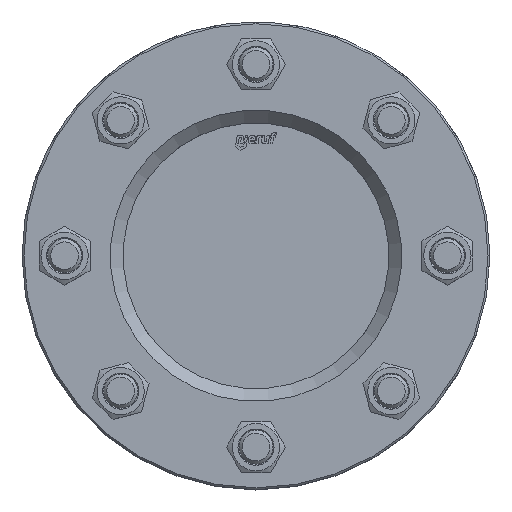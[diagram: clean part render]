
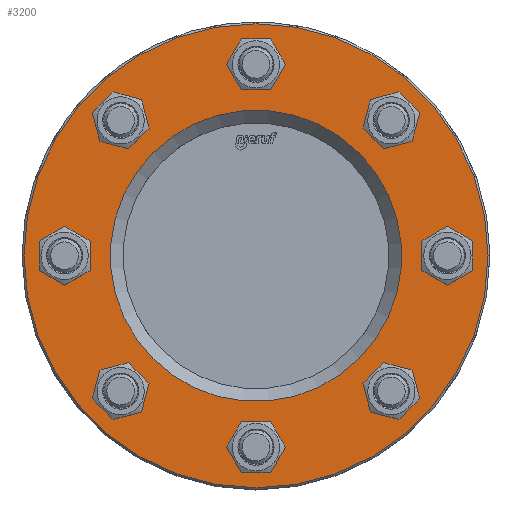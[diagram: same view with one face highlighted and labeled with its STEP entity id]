
A CAD part, top view. The second image highlights one B-rep face of the part: STEP entity #3200.
In plain terms, the highlighted planar face has unit normal (0, 0, 1).
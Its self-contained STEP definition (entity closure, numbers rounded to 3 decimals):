
#2530=CARTESIAN_POINT('',(70.004,57.276,39.));
#2531=VERTEX_POINT('',#2530);
#2540=CARTESIAN_POINT('',(57.276,70.004,39.));
#2541=VERTEX_POINT('',#2540);
#2542=CARTESIAN_POINT('',(63.64,63.64,39.));
#2543=DIRECTION('',(0.,0.,1.));
#2544=DIRECTION('',(0.707,-0.707,0.));
#2545=AXIS2_PLACEMENT_3D('',#2542,#2543,#2544);
#2546=CIRCLE('',#2545,9.);
#2547=EDGE_CURVE('NONE',#2531,#2541,#2546,.T.);
#2549=CARTESIAN_POINT('',(63.64,63.64,39.));
#2550=DIRECTION('',(0.,0.,1.));
#2551=DIRECTION('',(0.707,-0.707,0.));
#2552=AXIS2_PLACEMENT_3D('',#2549,#2550,#2551);
#2553=CIRCLE('',#2552,9.);
#2554=EDGE_CURVE('NONE',#2541,#2531,#2553,.T.);
#2581=CARTESIAN_POINT('',(96.364,-6.364,39.));
#2582=VERTEX_POINT('',#2581);
#2591=CARTESIAN_POINT('',(83.636,6.364,39.));
#2592=VERTEX_POINT('',#2591);
#2593=CARTESIAN_POINT('',(90.,-0.,39.));
#2594=DIRECTION('',(0.,0.,1.));
#2595=DIRECTION('',(0.707,-0.707,0.));
#2596=AXIS2_PLACEMENT_3D('',#2593,#2594,#2595);
#2597=CIRCLE('',#2596,9.);
#2598=EDGE_CURVE('NONE',#2582,#2592,#2597,.T.);
#2600=CARTESIAN_POINT('',(90.,-0.,39.));
#2601=DIRECTION('',(0.,0.,1.));
#2602=DIRECTION('',(0.707,-0.707,0.));
#2603=AXIS2_PLACEMENT_3D('',#2600,#2601,#2602);
#2604=CIRCLE('',#2603,9.);
#2605=EDGE_CURVE('NONE',#2592,#2582,#2604,.T.);
#2632=CARTESIAN_POINT('',(70.004,-70.004,39.));
#2633=VERTEX_POINT('',#2632);
#2642=CARTESIAN_POINT('',(57.276,-57.276,39.));
#2643=VERTEX_POINT('',#2642);
#2644=CARTESIAN_POINT('',(63.64,-63.64,39.));
#2645=DIRECTION('',(0.,0.,1.));
#2646=DIRECTION('',(0.707,-0.707,0.));
#2647=AXIS2_PLACEMENT_3D('',#2644,#2645,#2646);
#2648=CIRCLE('',#2647,9.);
#2649=EDGE_CURVE('NONE',#2633,#2643,#2648,.T.);
#2651=CARTESIAN_POINT('',(63.64,-63.64,39.));
#2652=DIRECTION('',(0.,0.,1.));
#2653=DIRECTION('',(0.707,-0.707,0.));
#2654=AXIS2_PLACEMENT_3D('',#2651,#2652,#2653);
#2655=CIRCLE('',#2654,9.);
#2656=EDGE_CURVE('NONE',#2643,#2633,#2655,.T.);
#2683=CARTESIAN_POINT('',(6.364,-96.364,39.));
#2684=VERTEX_POINT('',#2683);
#2693=CARTESIAN_POINT('',(-6.364,-83.636,39.));
#2694=VERTEX_POINT('',#2693);
#2695=CARTESIAN_POINT('',(0.,-90.,39.));
#2696=DIRECTION('',(0.,0.,1.));
#2697=DIRECTION('',(0.707,-0.707,0.));
#2698=AXIS2_PLACEMENT_3D('',#2695,#2696,#2697);
#2699=CIRCLE('',#2698,9.);
#2700=EDGE_CURVE('NONE',#2684,#2694,#2699,.T.);
#2702=CARTESIAN_POINT('',(0.,-90.,39.));
#2703=DIRECTION('',(0.,0.,1.));
#2704=DIRECTION('',(0.707,-0.707,0.));
#2705=AXIS2_PLACEMENT_3D('',#2702,#2703,#2704);
#2706=CIRCLE('',#2705,9.);
#2707=EDGE_CURVE('NONE',#2694,#2684,#2706,.T.);
#2734=CARTESIAN_POINT('',(-57.276,-70.004,39.));
#2735=VERTEX_POINT('',#2734);
#2744=CARTESIAN_POINT('',(-70.004,-57.276,39.));
#2745=VERTEX_POINT('',#2744);
#2746=CARTESIAN_POINT('',(-63.64,-63.64,39.));
#2747=DIRECTION('',(0.,0.,1.));
#2748=DIRECTION('',(0.707,-0.707,0.));
#2749=AXIS2_PLACEMENT_3D('',#2746,#2747,#2748);
#2750=CIRCLE('',#2749,9.);
#2751=EDGE_CURVE('NONE',#2735,#2745,#2750,.T.);
#2753=CARTESIAN_POINT('',(-63.64,-63.64,39.));
#2754=DIRECTION('',(0.,0.,1.));
#2755=DIRECTION('',(0.707,-0.707,0.));
#2756=AXIS2_PLACEMENT_3D('',#2753,#2754,#2755);
#2757=CIRCLE('',#2756,9.);
#2758=EDGE_CURVE('NONE',#2745,#2735,#2757,.T.);
#2785=CARTESIAN_POINT('',(-83.636,-6.364,39.));
#2786=VERTEX_POINT('',#2785);
#2795=CARTESIAN_POINT('',(-96.364,6.364,39.));
#2796=VERTEX_POINT('',#2795);
#2797=CARTESIAN_POINT('',(-90.,-0.,39.));
#2798=DIRECTION('',(0.,0.,1.));
#2799=DIRECTION('',(0.707,-0.707,0.));
#2800=AXIS2_PLACEMENT_3D('',#2797,#2798,#2799);
#2801=CIRCLE('',#2800,9.);
#2802=EDGE_CURVE('NONE',#2786,#2796,#2801,.T.);
#2804=CARTESIAN_POINT('',(-90.,-0.,39.));
#2805=DIRECTION('',(0.,0.,1.));
#2806=DIRECTION('',(0.707,-0.707,0.));
#2807=AXIS2_PLACEMENT_3D('',#2804,#2805,#2806);
#2808=CIRCLE('',#2807,9.);
#2809=EDGE_CURVE('NONE',#2796,#2786,#2808,.T.);
#2836=CARTESIAN_POINT('',(-57.276,57.276,39.));
#2837=VERTEX_POINT('',#2836);
#2846=CARTESIAN_POINT('',(-70.004,70.004,39.));
#2847=VERTEX_POINT('',#2846);
#2848=CARTESIAN_POINT('',(-63.64,63.64,39.));
#2849=DIRECTION('',(0.,0.,1.));
#2850=DIRECTION('',(0.707,-0.707,0.));
#2851=AXIS2_PLACEMENT_3D('',#2848,#2849,#2850);
#2852=CIRCLE('',#2851,9.);
#2853=EDGE_CURVE('NONE',#2837,#2847,#2852,.T.);
#2855=CARTESIAN_POINT('',(-63.64,63.64,39.));
#2856=DIRECTION('',(0.,0.,1.));
#2857=DIRECTION('',(0.707,-0.707,0.));
#2858=AXIS2_PLACEMENT_3D('',#2855,#2856,#2857);
#2859=CIRCLE('',#2858,9.);
#2860=EDGE_CURVE('NONE',#2847,#2837,#2859,.T.);
#2887=CARTESIAN_POINT('',(6.364,83.636,39.));
#2888=VERTEX_POINT('',#2887);
#2897=CARTESIAN_POINT('',(-6.364,96.364,39.));
#2898=VERTEX_POINT('',#2897);
#2899=CARTESIAN_POINT('',(0.,90.,39.));
#2900=DIRECTION('',(0.,0.,1.));
#2901=DIRECTION('',(0.707,-0.707,0.));
#2902=AXIS2_PLACEMENT_3D('',#2899,#2900,#2901);
#2903=CIRCLE('',#2902,9.);
#2904=EDGE_CURVE('NONE',#2888,#2898,#2903,.T.);
#2906=CARTESIAN_POINT('',(0.,90.,39.));
#2907=DIRECTION('',(0.,0.,1.));
#2908=DIRECTION('',(0.707,-0.707,0.));
#2909=AXIS2_PLACEMENT_3D('',#2906,#2907,#2908);
#2910=CIRCLE('',#2909,9.);
#2911=EDGE_CURVE('NONE',#2898,#2888,#2910,.T.);
#3109=CARTESIAN_POINT('',(48.437,-48.437,39.));
#3110=VERTEX_POINT('',#3109);
#3117=CARTESIAN_POINT('',(-48.437,48.437,39.));
#3118=VERTEX_POINT('',#3117);
#3119=CARTESIAN_POINT('',(0.,-0.,39.));
#3120=DIRECTION('',(-0.,-0.,-1.));
#3121=DIRECTION('',(0.707,-0.707,0.));
#3122=AXIS2_PLACEMENT_3D('',#3119,#3120,#3121);
#3123=CIRCLE('',#3122,68.5);
#3124=EDGE_CURVE('NONE',#3118,#3110,#3123,.T.);
#3126=CARTESIAN_POINT('',(0.,-0.,39.));
#3127=DIRECTION('',(-0.,-0.,-1.));
#3128=DIRECTION('',(0.707,-0.707,0.));
#3129=AXIS2_PLACEMENT_3D('',#3126,#3127,#3128);
#3130=CIRCLE('',#3129,68.5);
#3131=EDGE_CURVE('NONE',#3110,#3118,#3130,.T.);
#3139=CARTESIAN_POINT('',(48.437,48.437,39.));
#3140=DIRECTION('',(0.,0.,1.));
#3141=DIRECTION('',(0.707,-0.707,0.));
#3142=AXIS2_PLACEMENT_3D('',#3139,#3140,#3141);
#3143=PLANE('',#3142);
#3144=CARTESIAN_POINT('',(109.1,-0.,39.));
#3145=VERTEX_POINT('',#3144);
#3146=CARTESIAN_POINT('',(-109.1,0.,39.));
#3147=VERTEX_POINT('',#3146);
#3148=CARTESIAN_POINT('',(0.,-0.,39.));
#3149=DIRECTION('',(0.,0.,1.));
#3150=DIRECTION('',(1.,0.,-0.));
#3151=AXIS2_PLACEMENT_3D('',#3148,#3149,#3150);
#3152=CIRCLE('',#3151,109.1);
#3153=EDGE_CURVE('',#3145,#3147,#3152,.T.);
#3154=ORIENTED_EDGE('',*,*,#3153,.T.);
#3155=CARTESIAN_POINT('',(0.,-0.,39.));
#3156=DIRECTION('',(0.,0.,1.));
#3157=DIRECTION('',(1.,0.,-0.));
#3158=AXIS2_PLACEMENT_3D('',#3155,#3156,#3157);
#3159=CIRCLE('',#3158,109.1);
#3160=EDGE_CURVE('',#3147,#3145,#3159,.T.);
#3161=ORIENTED_EDGE('',*,*,#3160,.T.);
#3162=EDGE_LOOP('',(#3154,#3161));
#3163=FACE_BOUND('',#3162,.T.);
#3164=ORIENTED_EDGE('',*,*,#2547,.F.);
#3165=ORIENTED_EDGE('',*,*,#2554,.F.);
#3166=EDGE_LOOP('',(#3164,#3165));
#3167=FACE_BOUND('',#3166,.T.);
#3168=ORIENTED_EDGE('',*,*,#2598,.F.);
#3169=ORIENTED_EDGE('',*,*,#2605,.F.);
#3170=EDGE_LOOP('',(#3168,#3169));
#3171=FACE_BOUND('',#3170,.T.);
#3172=ORIENTED_EDGE('',*,*,#2649,.F.);
#3173=ORIENTED_EDGE('',*,*,#2656,.F.);
#3174=EDGE_LOOP('',(#3172,#3173));
#3175=FACE_BOUND('',#3174,.T.);
#3176=ORIENTED_EDGE('',*,*,#2700,.F.);
#3177=ORIENTED_EDGE('',*,*,#2707,.F.);
#3178=EDGE_LOOP('',(#3176,#3177));
#3179=FACE_BOUND('',#3178,.T.);
#3180=ORIENTED_EDGE('',*,*,#2751,.F.);
#3181=ORIENTED_EDGE('',*,*,#2758,.F.);
#3182=EDGE_LOOP('',(#3180,#3181));
#3183=FACE_BOUND('',#3182,.T.);
#3184=ORIENTED_EDGE('',*,*,#2802,.F.);
#3185=ORIENTED_EDGE('',*,*,#2809,.F.);
#3186=EDGE_LOOP('',(#3184,#3185));
#3187=FACE_BOUND('',#3186,.T.);
#3188=ORIENTED_EDGE('',*,*,#2853,.F.);
#3189=ORIENTED_EDGE('',*,*,#2860,.F.);
#3190=EDGE_LOOP('',(#3188,#3189));
#3191=FACE_BOUND('',#3190,.T.);
#3192=ORIENTED_EDGE('',*,*,#2904,.F.);
#3193=ORIENTED_EDGE('',*,*,#2911,.F.);
#3194=EDGE_LOOP('',(#3192,#3193));
#3195=FACE_BOUND('',#3194,.T.);
#3196=ORIENTED_EDGE('',*,*,#3131,.T.);
#3197=ORIENTED_EDGE('',*,*,#3124,.T.);
#3198=EDGE_LOOP('',(#3196,#3197));
#3199=FACE_BOUND('',#3198,.T.);
#3200=ADVANCED_FACE('NONE',(#3163,#3167,#3171,#3175,#3179,#3183,#3187,#3191,#3195,#3199),#3143,.T.);
